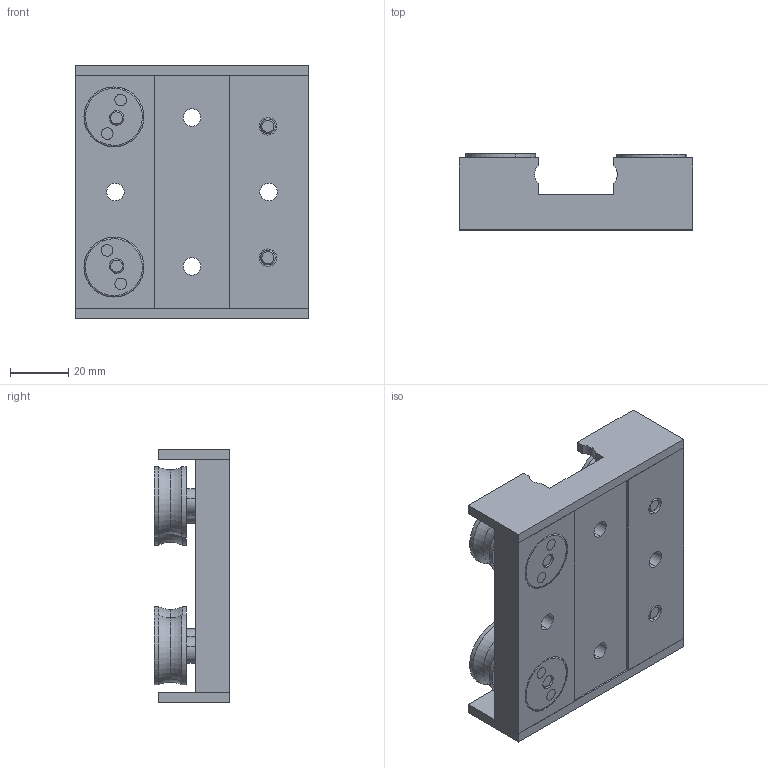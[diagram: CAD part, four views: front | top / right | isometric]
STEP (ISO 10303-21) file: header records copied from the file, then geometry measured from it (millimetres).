
FILE_DESCRIPTION (( 'STEP AP214' ), '1' );
FILE_NAME ('B671 Ðåëüñîâàÿ êàðåòêà OSGB 25.STEP', '2025-06-18T07:30:02', ( '' ), ( '' ), 'SwSTEP 2.0', 'SolidWorks 2025', '' );
FILE_SCHEMA (( 'AUTOMOTIVE_DESIGN' ));
Length unit declared in the file: millimetre
Products named in the file (7): B671 Корпус_00; B671 Деталь для настройки смещения оси_00; B671 Ролик_00; B671 Дистанционная втулка_00; B671 Заслонка_00; B671 Рельсовая каретка OSGB 25; B671 Винт_00
Assembly tree (17 placements, depth 2):
  B671 Рельсовая каретка OSGB 25
    B671 Корпус_00
    B671 Дистанционная втулка_00  x4
    B671 Ролик_00  x4
    B671 Заслонка_00  x2
    B671 Деталь для настройки смещения оси_00  x2
    B671 Винт_00  x4
Bounding box: 80 x 26 x 87 mm (x, y, z)
Volume: 98140.4 mm3; surface area: 43357.4 mm2
Topology: 21 solids, 21 shells, 284 faces, 622 edges, 396 vertices
Faces by surface type: cylinder 118, plane 118, torus 40, cone 8
Entity records: 3849 total; most frequent: DIRECTION 661, CARTESIAN_POINT 578, ORIENTED_EDGE 538, EDGE_CURVE 269, AXIS2_PLACEMENT_3D 257, VERTEX_POINT 174, VECTOR 147, LINE 147
